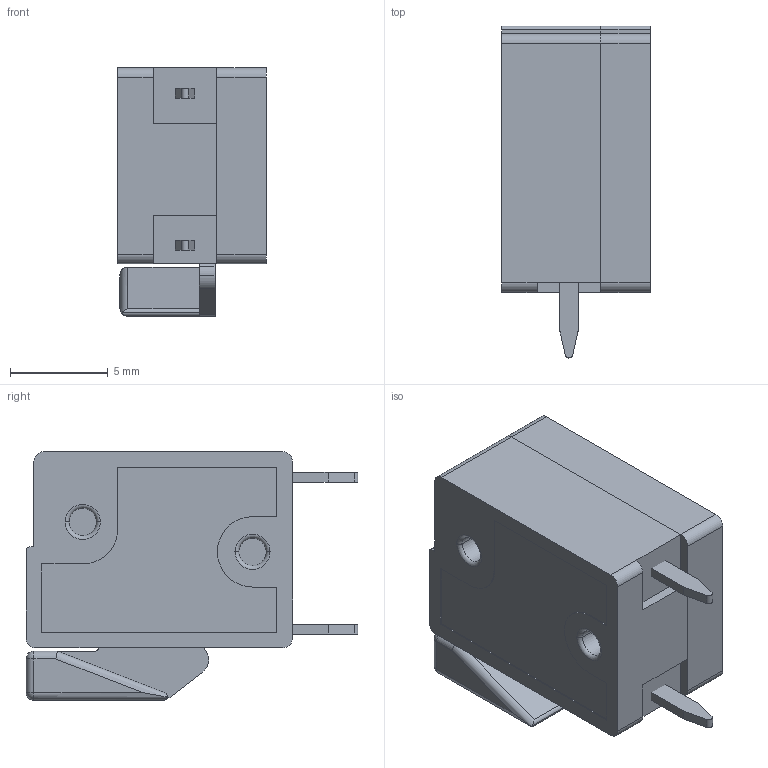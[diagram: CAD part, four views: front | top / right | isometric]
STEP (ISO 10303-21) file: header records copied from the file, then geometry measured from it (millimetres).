
FILE_DESCRIPTION (( 'STEP AP214' ), '1' );
FILE_NAME ('PCB terminal block FFKDS 5.08_1.STEP', '2022-07-19T19:37:18', ( 'M.B.I.' ), ( '' ), 'SwSTEP 2.0', '', '' );
FILE_SCHEMA (( 'AUTOMOTIVE_DESIGN' ));
Length unit declared in the file: millimetre
Products named in the file (3): FFKDS CAP; PCB terminal block FFKDS 5.08_1; FFKDS 5.08
Assembly tree (2 placements, depth 2):
  PCB terminal block FFKDS 5.08_1
    FFKDS 5.08
    FFKDS CAP
Bounding box: 7.62 x 17 x 12.73 mm (x, y, z)
Volume: 715.6 mm3; surface area: 1863.8 mm2
Topology: 4 solids, 4 shells, 252 faces, 684 edges, 447 vertices
Faces by surface type: plane 152, cylinder 88, torus 8, sphere 2, cone 2
Entity records: 8164 total; most frequent: CARTESIAN_POINT 1492, DIRECTION 1367, ORIENTED_EDGE 1364, EDGE_CURVE 682, VECTOR 491, LINE 491, VERTEX_POINT 447, AXIS2_PLACEMENT_3D 438
